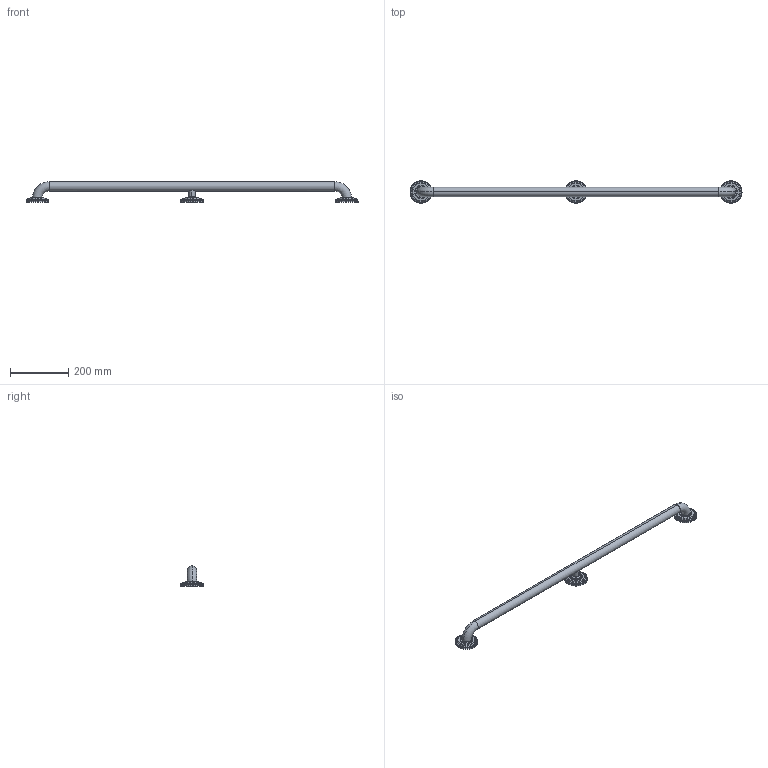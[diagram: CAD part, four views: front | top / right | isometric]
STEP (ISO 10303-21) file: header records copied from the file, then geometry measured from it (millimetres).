
FILE_DESCRIPTION((''),'2;1');
FILE_NAME('1600-3942','2021-07-09T16:06:50',('jinson.thomas'),(''),'CREO PARAMETRIC BY PTC INC, 2018400','CREO PARAMETRIC BY PTC INC, 2018400','');
FILE_SCHEMA(('CONFIG_CONTROL_DESIGN'));
Length unit declared in the file: inch
Products named in the file (1): 1600-3942
Bounding box: 1143 x 76.2 x 69.86 mm (x, y, z)
Volume: 1055965.8 mm3; surface area: 146513.8 mm2
Topology: 1 solids, 1 shells, 1707 faces, 5035 edges, 3346 vertices
Faces by surface type: plane 1099, cylinder 563, torus 34, cone 8, bspline 3
Entity records: 57345 total; most frequent: CARTESIAN_POINT 10599, ORIENTED_EDGE 10070, DIRECTION 9631, EDGE_CURVE 5035, VECTOR 3811, LINE 3811, VERTEX_POINT 3346, AXIS2_PLACEMENT_3D 2910
